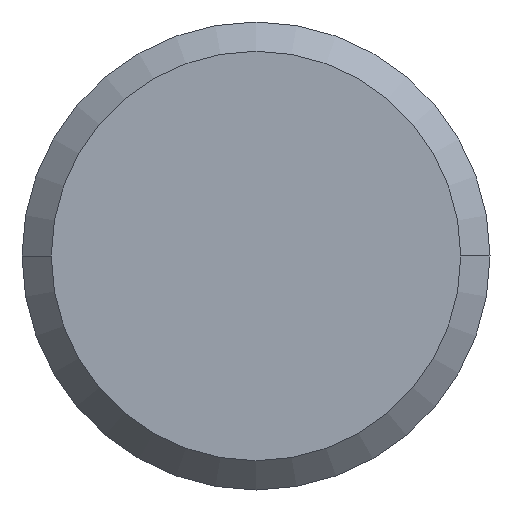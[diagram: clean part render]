
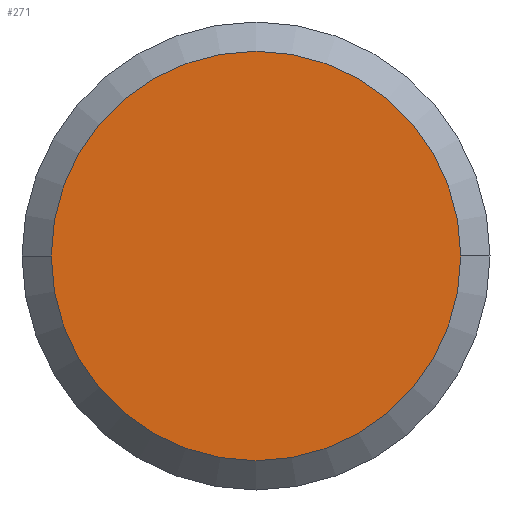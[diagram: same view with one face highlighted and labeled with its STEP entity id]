
A CAD part, left-side view. The second image highlights one B-rep face of the part: STEP entity #271.
In plain terms, the highlighted planar face has unit normal (-1, 0, 0).
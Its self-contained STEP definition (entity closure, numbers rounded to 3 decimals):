
#17 = DIRECTION ( 'NONE',  ( 0., 1., 0. ) ) ;
#26 = CARTESIAN_POINT ( 'NONE',  ( -82., 0., 0. ) ) ;
#41 = VERTEX_POINT ( 'NONE', #171 ) ;
#59 = CARTESIAN_POINT ( 'NONE',  ( -82., 7., 0. ) ) ;
#67 = EDGE_LOOP ( 'NONE', ( #315, #83 ) ) ;
#83 = ORIENTED_EDGE ( 'NONE', *, *, #197, .F. ) ;
#92 = CARTESIAN_POINT ( 'NONE',  ( -82., 0., 0. ) ) ;
#126 = DIRECTION ( 'NONE',  ( -1., 0., 0. ) ) ;
#127 = DIRECTION ( 'NONE',  ( 0., 1., 0. ) ) ;
#137 = AXIS2_PLACEMENT_3D ( 'NONE', #26, #365, #127 ) ;
#171 = CARTESIAN_POINT ( 'NONE',  ( -82., -7., 0. ) ) ;
#197 = EDGE_CURVE ( 'NONE', #41, #321, #291, .T. ) ;
#207 = DIRECTION ( 'NONE',  ( 1., 0., 0. ) ) ;
#229 = CIRCLE ( 'NONE', #137, 7. ) ;
#244 = PLANE ( 'NONE',  #333 ) ;
#247 = FACE_OUTER_BOUND ( 'NONE', #67, .T. ) ;
#271 = ADVANCED_FACE ( 'NONE', ( #247 ), #244, .T. ) ;
#290 = EDGE_CURVE ( 'NONE', #321, #41, #229, .T. ) ;
#291 = CIRCLE ( 'NONE', #297, 7. ) ;
#297 = AXIS2_PLACEMENT_3D ( 'NONE', #92, #207, #17 ) ;
#306 = CARTESIAN_POINT ( 'NONE',  ( -82., 0., 0. ) ) ;
#315 = ORIENTED_EDGE ( 'NONE', *, *, #290, .F. ) ;
#321 = VERTEX_POINT ( 'NONE', #59 ) ;
#333 = AXIS2_PLACEMENT_3D ( 'NONE', #306, #126, #363 ) ;
#363 = DIRECTION ( 'NONE',  ( 0., -1., 0. ) ) ;
#365 = DIRECTION ( 'NONE',  ( 1., 0., 0. ) ) ;
